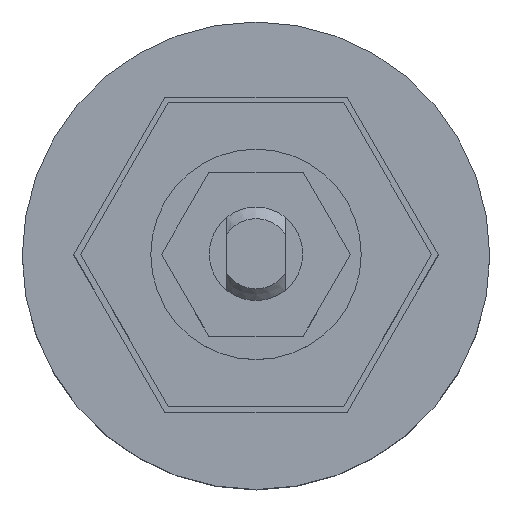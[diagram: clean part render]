
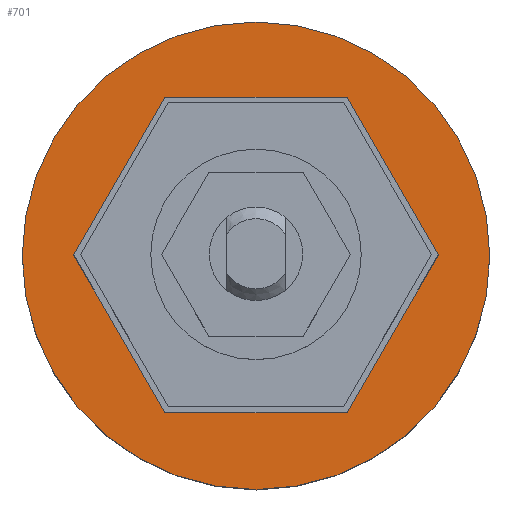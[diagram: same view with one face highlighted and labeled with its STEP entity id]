
A CAD part, top view. The second image highlights one B-rep face of the part: STEP entity #701.
In plain terms, the highlighted planar face has unit normal (0, 0, 1).
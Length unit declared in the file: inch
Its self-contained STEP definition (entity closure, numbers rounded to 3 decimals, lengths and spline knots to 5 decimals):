
#223=CARTESIAN_POINT('',(1.25,0.,-6.25));
#224=VERTEX_POINT('',#223);
#240=CARTESIAN_POINT('',(-1.25,0.,-6.25));
#241=VERTEX_POINT('',#240);
#248=CARTESIAN_POINT('',(0.,0.,-6.25));
#249=DIRECTION('',(0.0,0.0,1.0));
#250=DIRECTION('',(1.0,0.0,0.0));
#251=AXIS2_PLACEMENT_3D('',#248,#249,#250);
#252=CIRCLE('',#251,1.25);
#253=EDGE_CURVE('',#224,#241,#252,.T.);
#307=CARTESIAN_POINT('',(-0.5,0.,-6.25));
#308=VERTEX_POINT('',#307);
#324=CARTESIAN_POINT('',(0.5,0.,-6.25));
#325=VERTEX_POINT('',#324);
#332=CARTESIAN_POINT('',(0.0,0.,-6.25));
#333=DIRECTION('',(0.0,0.0,-1.0));
#334=DIRECTION('',(-1.0,0.0,0.0));
#335=AXIS2_PLACEMENT_3D('',#332,#333,#334);
#336=CIRCLE('',#335,0.5);
#337=EDGE_CURVE('',#308,#325,#336,.T.);
#600=CARTESIAN_POINT('',(0.0,0.,-6.25));
#601=DIRECTION('',(0.0,0.0,-1.0));
#602=DIRECTION('',(-1.0,0.0,0.0));
#603=AXIS2_PLACEMENT_3D('',#600,#601,#602);
#604=CIRCLE('',#603,0.5);
#605=EDGE_CURVE('',#325,#308,#604,.T.);
#656=CARTESIAN_POINT('',(0.,0.,-6.25));
#657=DIRECTION('',(0.0,0.0,1.0));
#658=DIRECTION('',(1.0,0.0,0.0));
#659=AXIS2_PLACEMENT_3D('',#656,#657,#658);
#660=CIRCLE('',#659,1.25);
#661=EDGE_CURVE('',#241,#224,#660,.T.);
#688=CARTESIAN_POINT('',(0.,0.,-6.25));
#689=DIRECTION('',(0.0,0.0,1.0));
#690=DIRECTION('',(1.0,0.0,0.0));
#691=AXIS2_PLACEMENT_3D('',#688,#689,#690);
#692=PLANE('',#691);
#693=ORIENTED_EDGE('',*,*,#253,.T.);
#694=ORIENTED_EDGE('',*,*,#661,.T.);
#695=EDGE_LOOP('',(#693,#694));
#696=FACE_OUTER_BOUND('',#695,.T.);
#697=ORIENTED_EDGE('',*,*,#605,.T.);
#698=ORIENTED_EDGE('',*,*,#337,.T.);
#699=EDGE_LOOP('',(#697,#698));
#700=FACE_BOUND('',#699,.T.);
#701=ADVANCED_FACE('',(#696,#700),#692,.T.);
